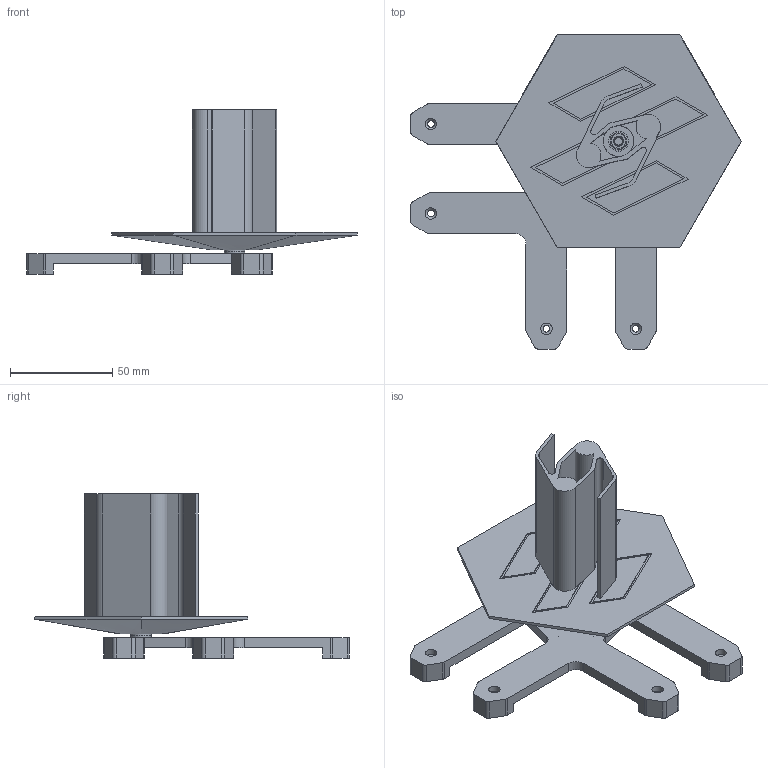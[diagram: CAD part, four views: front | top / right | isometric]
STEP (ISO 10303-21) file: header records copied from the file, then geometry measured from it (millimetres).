
FILE_DESCRIPTION(/* description */ (''),/* implementation_level */ '2;1');
FILE_NAME(/* name */ 'miniSpider v6.step',/* time_stamp */ '2020-10-04T12:24:40+02:00',/* author */ (''),/* organization */ (''),/* preprocessor_version */ 'ST-DEVELOPER v18.1',/* originating_system */ 'Autodesk Translation Framework v9.3.0.1241',/* authorisation */ '');
FILE_SCHEMA (('AUTOMOTIVE_DESIGN { 1 0 10303 214 3 1 1 }'));
Length unit declared in the file: millimetre
Products named in the file (8): miniSpider; newSpider; 91239A232; BEARING; waSHER; spinner; nut; holder
Assembly tree (9 placements, depth 2):
  miniSpider
    newSpider
    91239A232
    BEARING  x2
    waSHER  x2
    spinner
    nut
    holder
Bounding box: 162.04 x 153.98 x 80.4 mm (x, y, z)
Volume: 111780.4 mm3; surface area: 65163.9 mm2
Topology: 39 solids, 39 shells, 381 faces, 933 edges, 603 vertices
Faces by surface type: plane 157, cylinder 141, cone 38, sphere 25, bspline 16, torus 4
Full cylindrical faces by diameter (mm): 3.2 x4, 3.961 x22, 5 x25, 5.1 x1, 5.3 x2, 5.6 x4, 6.1 x2, 6.15 x1, 6.2 x1, 7.119 x1, 7.7 x2, 8 x2, 8.209 x8, 9.5 x1, 9.783 x1, 9.791 x8, 10 x2, 13 x2, 13.2 x1, 15 x4, 21.4 x1
Entity records: 15347 total; most frequent: CARTESIAN_POINT 7271, ORIENTED_EDGE 1648, DIRECTION 1547, EDGE_CURVE 824, AXIS2_PLACEMENT_3D 552, VERTEX_POINT 548, LINE 443, VECTOR 443
